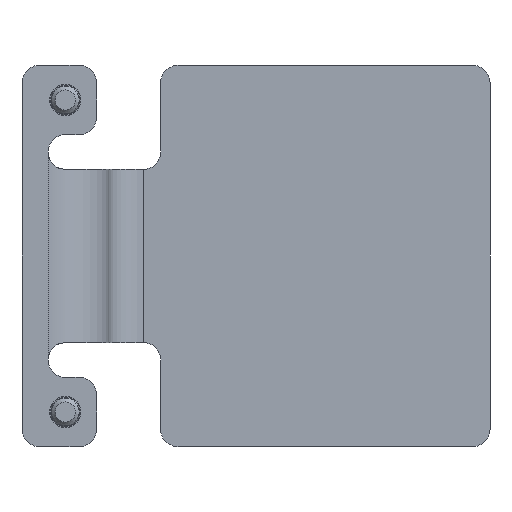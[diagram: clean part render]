
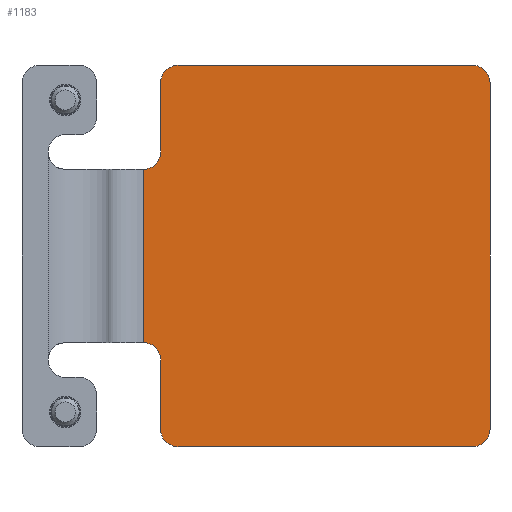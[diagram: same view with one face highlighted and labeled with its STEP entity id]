
A CAD part, left-side view. The second image highlights one B-rep face of the part: STEP entity #1183.
In plain terms, the highlighted face is planar.
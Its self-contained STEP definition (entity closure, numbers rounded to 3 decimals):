
#58=PLANE('',#1302);
#103=LINE('',#1876,#197);
#106=LINE('',#1885,#200);
#107=LINE('',#1889,#201);
#108=LINE('',#1894,#202);
#109=LINE('',#1898,#203);
#110=LINE('',#1902,#204);
#197=VECTOR('',#1469,1000.);
#200=VECTOR('',#1476,1000.);
#201=VECTOR('',#1479,1000.);
#202=VECTOR('',#1484,1000.);
#203=VECTOR('',#1487,1000.);
#204=VECTOR('',#1490,1000.);
#291=CIRCLE('',#1303,1.);
#292=CIRCLE('',#1304,1.);
#293=CIRCLE('',#1305,1.);
#294=CIRCLE('',#1306,1.);
#295=CIRCLE('',#1307,1.);
#296=CIRCLE('',#1308,1.);
#373=ORIENTED_EDGE('',*,*,#708,.F.);
#374=ORIENTED_EDGE('',*,*,#709,.T.);
#375=ORIENTED_EDGE('',*,*,#710,.T.);
#376=ORIENTED_EDGE('',*,*,#711,.F.);
#377=ORIENTED_EDGE('',*,*,#712,.T.);
#378=ORIENTED_EDGE('',*,*,#705,.T.);
#379=ORIENTED_EDGE('',*,*,#713,.T.);
#380=ORIENTED_EDGE('',*,*,#714,.T.);
#381=ORIENTED_EDGE('',*,*,#715,.T.);
#382=ORIENTED_EDGE('',*,*,#716,.T.);
#383=ORIENTED_EDGE('',*,*,#717,.F.);
#384=ORIENTED_EDGE('',*,*,#718,.F.);
#705=EDGE_CURVE('',#873,#874,#103,.T.);
#708=EDGE_CURVE('',#875,#876,#291,.F.);
#709=EDGE_CURVE('',#875,#877,#106,.T.);
#710=EDGE_CURVE('',#877,#878,#292,.F.);
#711=EDGE_CURVE('',#879,#878,#107,.T.);
#712=EDGE_CURVE('',#879,#873,#293,.F.);
#713=EDGE_CURVE('',#874,#880,#294,.F.);
#714=EDGE_CURVE('',#880,#881,#108,.T.);
#715=EDGE_CURVE('',#881,#882,#295,.F.);
#716=EDGE_CURVE('',#882,#883,#109,.T.);
#717=EDGE_CURVE('',#884,#883,#296,.F.);
#718=EDGE_CURVE('',#876,#884,#110,.T.);
#873=VERTEX_POINT('',#1877);
#874=VERTEX_POINT('',#1878);
#875=VERTEX_POINT('',#1883);
#876=VERTEX_POINT('',#1884);
#877=VERTEX_POINT('',#1886);
#878=VERTEX_POINT('',#1888);
#879=VERTEX_POINT('',#1890);
#880=VERTEX_POINT('',#1893);
#881=VERTEX_POINT('',#1895);
#882=VERTEX_POINT('',#1897);
#883=VERTEX_POINT('',#1899);
#884=VERTEX_POINT('',#1901);
#978=EDGE_LOOP('',(#373,#374,#375,#376,#377,#378,#379,#380,#381,#382,#383,
#384));
#1068=FACE_BOUND('',#978,.T.);
#1183=ADVANCED_FACE('',(#1068),#58,.F.);
#1302=AXIS2_PLACEMENT_3D('',#1881,#1472,#1473);
#1303=AXIS2_PLACEMENT_3D('',#1882,#1474,#1475);
#1304=AXIS2_PLACEMENT_3D('',#1887,#1477,#1478);
#1305=AXIS2_PLACEMENT_3D('',#1891,#1480,#1481);
#1306=AXIS2_PLACEMENT_3D('',#1892,#1482,#1483);
#1307=AXIS2_PLACEMENT_3D('',#1896,#1485,#1486);
#1308=AXIS2_PLACEMENT_3D('',#1900,#1488,#1489);
#1469=DIRECTION('',(-1.,0.,0.));
#1472=DIRECTION('',(0.,0.,1.));
#1473=DIRECTION('',(1.,0.,0.));
#1474=DIRECTION('',(0.,0.,1.));
#1475=DIRECTION('',(1.,0.,0.));
#1476=DIRECTION('',(1.,0.,0.));
#1477=DIRECTION('',(0.,0.,1.));
#1478=DIRECTION('',(1.,0.,0.));
#1479=DIRECTION('',(0.,1.,0.));
#1480=DIRECTION('',(0.,0.,1.));
#1481=DIRECTION('',(1.,0.,0.));
#1482=DIRECTION('',(0.,0.,1.));
#1483=DIRECTION('',(1.,0.,0.));
#1484=DIRECTION('',(0.,1.,0.));
#1485=DIRECTION('',(0.,0.,1.));
#1486=DIRECTION('',(1.,0.,0.));
#1487=DIRECTION('',(1.,0.,0.));
#1488=DIRECTION('',(0.,0.,1.));
#1489=DIRECTION('',(1.,0.,0.));
#1490=DIRECTION('',(-1.,0.,0.));
#1876=CARTESIAN_POINT('',(11.,0.,-2.));
#1877=CARTESIAN_POINT('',(10.,0.,-2.));
#1878=CARTESIAN_POINT('',(-10.,0.,-2.));
#1881=CARTESIAN_POINT('',(11.,0.,-2.));
#1882=CARTESIAN_POINT('',(6.,20.,-2.));
#1883=CARTESIAN_POINT('',(6.,19.,-2.));
#1884=CARTESIAN_POINT('',(5.,20.,-2.));
#1885=CARTESIAN_POINT('',(11.,19.,-2.));
#1886=CARTESIAN_POINT('',(10.,19.,-2.));
#1887=CARTESIAN_POINT('',(10.,18.,-2.));
#1888=CARTESIAN_POINT('',(11.,18.,-2.));
#1889=CARTESIAN_POINT('',(11.,0.,-2.));
#1890=CARTESIAN_POINT('',(11.,1.,-2.));
#1891=CARTESIAN_POINT('',(10.,1.,-2.));
#1892=CARTESIAN_POINT('',(-10.,1.,-2.));
#1893=CARTESIAN_POINT('',(-11.,1.,-2.));
#1894=CARTESIAN_POINT('',(-11.,0.,-2.));
#1895=CARTESIAN_POINT('',(-11.,18.,-2.));
#1896=CARTESIAN_POINT('',(-10.,18.,-2.));
#1897=CARTESIAN_POINT('',(-10.,19.,-2.));
#1898=CARTESIAN_POINT('',(11.,19.,-2.));
#1899=CARTESIAN_POINT('',(-6.,19.,-2.));
#1900=CARTESIAN_POINT('',(-6.,20.,-2.));
#1901=CARTESIAN_POINT('',(-5.,20.,-2.));
#1902=CARTESIAN_POINT('',(6.,20.,-2.));
